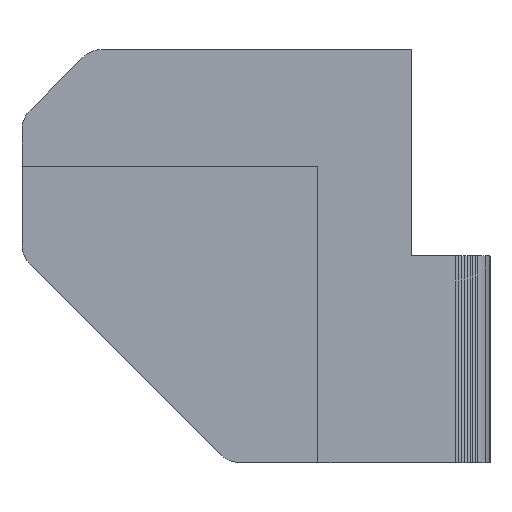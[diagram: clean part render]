
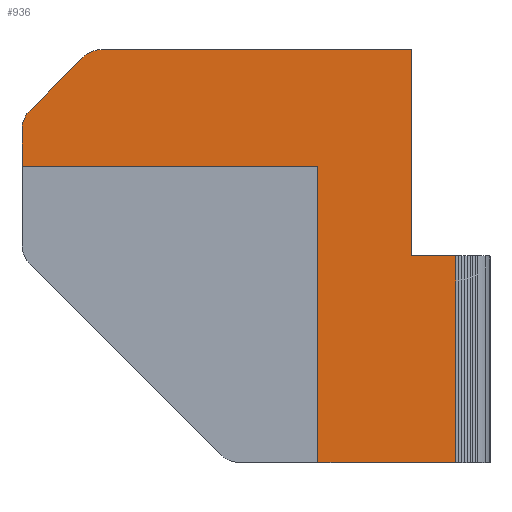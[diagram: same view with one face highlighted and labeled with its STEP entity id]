
A CAD part, top view. The second image highlights one B-rep face of the part: STEP entity #936.
In plain terms, the highlighted planar face has unit normal (0, 0, 1).
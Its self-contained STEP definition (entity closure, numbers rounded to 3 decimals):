
#309 = VERTEX_POINT('',#310);
#310 = CARTESIAN_POINT('',(164.5,135.,5.));
#316 = EDGE_CURVE('',#309,#317,#319,.T.);
#317 = VERTEX_POINT('',#318);
#318 = CARTESIAN_POINT('',(154.5,135.,5.));
#319 = LINE('',#320,#321);
#320 = CARTESIAN_POINT('',(164.5,135.,5.));
#321 = VECTOR('',#322,1.);
#322 = DIRECTION('',(-1.,0.,0.));
#936 = ADVANCED_FACE('',(#937),#1146,.T.);
#937 = FACE_BOUND('',#938,.T.);
#938 = EDGE_LOOP('',(#939,#949,#957,#965,#973,#981,#989,#997,#1005,#1013
    ,#1021,#1029,#1037,#1043,#1044,#1052,#1060,#1068,#1076,#1084,#1092,
    #1100,#1108,#1116,#1124,#1132,#1140));
#939 = ORIENTED_EDGE('',*,*,#940,.T.);
#940 = EDGE_CURVE('',#941,#943,#945,.T.);
#941 = VERTEX_POINT('',#942);
#942 = CARTESIAN_POINT('',(137.414,164.414,5.));
#943 = VERTEX_POINT('',#944);
#944 = CARTESIAN_POINT('',(133.586,160.586,5.));
#945 = LINE('',#946,#947);
#946 = CARTESIAN_POINT('',(137.414,164.414,5.));
#947 = VECTOR('',#948,1.);
#948 = DIRECTION('',(-0.707,-0.707,0.));
#949 = ORIENTED_EDGE('',*,*,#950,.T.);
#950 = EDGE_CURVE('',#943,#951,#953,.T.);
#951 = VERTEX_POINT('',#952);
#952 = CARTESIAN_POINT('',(133.468,160.457,5.));
#953 = LINE('',#954,#955);
#954 = CARTESIAN_POINT('',(133.586,160.586,5.));
#955 = VECTOR('',#956,1.);
#956 = DIRECTION('',(-0.676,-0.737,0.));
#957 = ORIENTED_EDGE('',*,*,#958,.T.);
#958 = EDGE_CURVE('',#951,#959,#961,.T.);
#959 = VERTEX_POINT('',#960);
#960 = CARTESIAN_POINT('',(133.362,160.319,5.));
#961 = LINE('',#962,#963);
#962 = CARTESIAN_POINT('',(133.468,160.457,5.));
#963 = VECTOR('',#964,1.);
#964 = DIRECTION('',(-0.609,-0.793,0.));
#965 = ORIENTED_EDGE('',*,*,#966,.T.);
#966 = EDGE_CURVE('',#959,#967,#969,.T.);
#967 = VERTEX_POINT('',#968);
#968 = CARTESIAN_POINT('',(133.268,160.172,5.));
#969 = LINE('',#970,#971);
#970 = CARTESIAN_POINT('',(133.362,160.319,5.));
#971 = VECTOR('',#972,1.);
#972 = DIRECTION('',(-0.537,-0.843,0.));
#973 = ORIENTED_EDGE('',*,*,#974,.T.);
#974 = EDGE_CURVE('',#967,#975,#977,.T.);
#975 = VERTEX_POINT('',#976);
#976 = CARTESIAN_POINT('',(133.187,160.017,5.));
#977 = LINE('',#978,#979);
#978 = CARTESIAN_POINT('',(133.268,160.172,5.));
#979 = VECTOR('',#980,1.);
#980 = DIRECTION('',(-0.462,-0.887,0.));
#981 = ORIENTED_EDGE('',*,*,#982,.T.);
#982 = EDGE_CURVE('',#975,#983,#985,.T.);
#983 = VERTEX_POINT('',#984);
#984 = CARTESIAN_POINT('',(133.121,159.856,5.));
#985 = LINE('',#986,#987);
#986 = CARTESIAN_POINT('',(133.187,160.017,5.));
#987 = VECTOR('',#988,1.);
#988 = DIRECTION('',(-0.383,-0.924,0.));
#989 = ORIENTED_EDGE('',*,*,#990,.T.);
#990 = EDGE_CURVE('',#983,#991,#993,.T.);
#991 = VERTEX_POINT('',#992);
#992 = CARTESIAN_POINT('',(133.068,159.689,5.));
#993 = LINE('',#994,#995);
#994 = CARTESIAN_POINT('',(133.121,159.856,5.));
#995 = VECTOR('',#996,1.);
#996 = DIRECTION('',(-0.301,-0.954,0.));
#997 = ORIENTED_EDGE('',*,*,#998,.T.);
#998 = EDGE_CURVE('',#991,#999,#1001,.T.);
#999 = VERTEX_POINT('',#1000);
#1000 = CARTESIAN_POINT('',(133.03,159.519,5.));
#1001 = LINE('',#1002,#1003);
#1002 = CARTESIAN_POINT('',(133.068,159.689,5.));
#1003 = VECTOR('',#1004,1.);
#1004 = DIRECTION('',(-0.216,-0.976,0.));
#1005 = ORIENTED_EDGE('',*,*,#1006,.T.);
#1006 = EDGE_CURVE('',#999,#1007,#1009,.T.);
#1007 = VERTEX_POINT('',#1008);
#1008 = CARTESIAN_POINT('',(133.008,159.346,5.));
#1009 = LINE('',#1010,#1011);
#1010 = CARTESIAN_POINT('',(133.03,159.519,5.));
#1011 = VECTOR('',#1012,1.);
#1012 = DIRECTION('',(-0.131,-0.991,0.));
#1013 = ORIENTED_EDGE('',*,*,#1014,.T.);
#1014 = EDGE_CURVE('',#1007,#1015,#1017,.T.);
#1015 = VERTEX_POINT('',#1016);
#1016 = CARTESIAN_POINT('',(133.,159.172,5.));
#1017 = LINE('',#1018,#1019);
#1018 = CARTESIAN_POINT('',(133.008,159.346,5.));
#1019 = VECTOR('',#1020,1.);
#1020 = DIRECTION('',(-0.044,-0.999,0.));
#1021 = ORIENTED_EDGE('',*,*,#1022,.F.);
#1022 = EDGE_CURVE('',#1023,#1015,#1025,.T.);
#1023 = VERTEX_POINT('',#1024);
#1024 = CARTESIAN_POINT('',(133.,156.5,5.));
#1025 = LINE('',#1026,#1027);
#1026 = CARTESIAN_POINT('',(133.,156.5,5.));
#1027 = VECTOR('',#1028,1.);
#1028 = DIRECTION('',(0.,1.,0.));
#1029 = ORIENTED_EDGE('',*,*,#1030,.T.);
#1030 = EDGE_CURVE('',#1023,#1031,#1033,.T.);
#1031 = VERTEX_POINT('',#1032);
#1032 = CARTESIAN_POINT('',(154.5,156.5,5.));
#1033 = LINE('',#1034,#1035);
#1034 = CARTESIAN_POINT('',(133.,156.5,5.));
#1035 = VECTOR('',#1036,1.);
#1036 = DIRECTION('',(1.,0.,0.));
#1037 = ORIENTED_EDGE('',*,*,#1038,.F.);
#1038 = EDGE_CURVE('',#317,#1031,#1039,.T.);
#1039 = LINE('',#1040,#1041);
#1040 = CARTESIAN_POINT('',(154.5,135.,5.));
#1041 = VECTOR('',#1042,1.);
#1042 = DIRECTION('',(0.,1.,0.));
#1043 = ORIENTED_EDGE('',*,*,#316,.F.);
#1044 = ORIENTED_EDGE('',*,*,#1045,.T.);
#1045 = EDGE_CURVE('',#309,#1046,#1048,.T.);
#1046 = VERTEX_POINT('',#1047);
#1047 = CARTESIAN_POINT('',(164.5,150.,5.));
#1048 = LINE('',#1049,#1050);
#1049 = CARTESIAN_POINT('',(164.5,135.,5.));
#1050 = VECTOR('',#1051,1.);
#1051 = DIRECTION('',(0.,1.,0.));
#1052 = ORIENTED_EDGE('',*,*,#1053,.T.);
#1053 = EDGE_CURVE('',#1046,#1054,#1056,.T.);
#1054 = VERTEX_POINT('',#1055);
#1055 = CARTESIAN_POINT('',(161.3,150.,5.));
#1056 = LINE('',#1057,#1058);
#1057 = CARTESIAN_POINT('',(164.5,150.,5.));
#1058 = VECTOR('',#1059,1.);
#1059 = DIRECTION('',(-1.,0.,0.));
#1060 = ORIENTED_EDGE('',*,*,#1061,.T.);
#1061 = EDGE_CURVE('',#1054,#1062,#1064,.T.);
#1062 = VERTEX_POINT('',#1063);
#1063 = CARTESIAN_POINT('',(161.3,165.,5.));
#1064 = LINE('',#1065,#1066);
#1065 = CARTESIAN_POINT('',(161.3,150.,5.));
#1066 = VECTOR('',#1067,1.);
#1067 = DIRECTION('',(0.,1.,0.));
#1068 = ORIENTED_EDGE('',*,*,#1069,.T.);
#1069 = EDGE_CURVE('',#1062,#1070,#1072,.T.);
#1070 = VERTEX_POINT('',#1071);
#1071 = CARTESIAN_POINT('',(138.828,165.,5.));
#1072 = LINE('',#1073,#1074);
#1073 = CARTESIAN_POINT('',(161.3,165.,5.));
#1074 = VECTOR('',#1075,1.);
#1075 = DIRECTION('',(-1.,0.,0.));
#1076 = ORIENTED_EDGE('',*,*,#1077,.T.);
#1077 = EDGE_CURVE('',#1070,#1078,#1080,.T.);
#1078 = VERTEX_POINT('',#1079);
#1079 = CARTESIAN_POINT('',(138.654,164.992,5.));
#1080 = LINE('',#1081,#1082);
#1081 = CARTESIAN_POINT('',(138.828,165.,5.));
#1082 = VECTOR('',#1083,1.);
#1083 = DIRECTION('',(-0.999,-0.044,0.));
#1084 = ORIENTED_EDGE('',*,*,#1085,.T.);
#1085 = EDGE_CURVE('',#1078,#1086,#1088,.T.);
#1086 = VERTEX_POINT('',#1087);
#1087 = CARTESIAN_POINT('',(138.481,164.97,5.));
#1088 = LINE('',#1089,#1090);
#1089 = CARTESIAN_POINT('',(138.654,164.992,5.));
#1090 = VECTOR('',#1091,1.);
#1091 = DIRECTION('',(-0.991,-0.13,0.));
#1092 = ORIENTED_EDGE('',*,*,#1093,.T.);
#1093 = EDGE_CURVE('',#1086,#1094,#1096,.T.);
#1094 = VERTEX_POINT('',#1095);
#1095 = CARTESIAN_POINT('',(138.311,164.932,5.));
#1096 = LINE('',#1097,#1098);
#1097 = CARTESIAN_POINT('',(138.481,164.97,5.));
#1098 = VECTOR('',#1099,1.);
#1099 = DIRECTION('',(-0.976,-0.216,0.));
#1100 = ORIENTED_EDGE('',*,*,#1101,.T.);
#1101 = EDGE_CURVE('',#1094,#1102,#1104,.T.);
#1102 = VERTEX_POINT('',#1103);
#1103 = CARTESIAN_POINT('',(138.144,164.879,5.));
#1104 = LINE('',#1105,#1106);
#1105 = CARTESIAN_POINT('',(138.311,164.932,5.));
#1106 = VECTOR('',#1107,1.);
#1107 = DIRECTION('',(-0.954,-0.301,0.));
#1108 = ORIENTED_EDGE('',*,*,#1109,.T.);
#1109 = EDGE_CURVE('',#1102,#1110,#1112,.T.);
#1110 = VERTEX_POINT('',#1111);
#1111 = CARTESIAN_POINT('',(137.983,164.813,5.));
#1112 = LINE('',#1113,#1114);
#1113 = CARTESIAN_POINT('',(138.144,164.879,5.));
#1114 = VECTOR('',#1115,1.);
#1115 = DIRECTION('',(-0.924,-0.383,0.));
#1116 = ORIENTED_EDGE('',*,*,#1117,.T.);
#1117 = EDGE_CURVE('',#1110,#1118,#1120,.T.);
#1118 = VERTEX_POINT('',#1119);
#1119 = CARTESIAN_POINT('',(137.828,164.732,5.));
#1120 = LINE('',#1121,#1122);
#1121 = CARTESIAN_POINT('',(137.983,164.813,5.));
#1122 = VECTOR('',#1123,1.);
#1123 = DIRECTION('',(-0.887,-0.462,0.));
#1124 = ORIENTED_EDGE('',*,*,#1125,.T.);
#1125 = EDGE_CURVE('',#1118,#1126,#1128,.T.);
#1126 = VERTEX_POINT('',#1127);
#1127 = CARTESIAN_POINT('',(137.681,164.638,5.));
#1128 = LINE('',#1129,#1130);
#1129 = CARTESIAN_POINT('',(137.828,164.732,5.));
#1130 = VECTOR('',#1131,1.);
#1131 = DIRECTION('',(-0.843,-0.537,0.));
#1132 = ORIENTED_EDGE('',*,*,#1133,.T.);
#1133 = EDGE_CURVE('',#1126,#1134,#1136,.T.);
#1134 = VERTEX_POINT('',#1135);
#1135 = CARTESIAN_POINT('',(137.543,164.532,5.));
#1136 = LINE('',#1137,#1138);
#1137 = CARTESIAN_POINT('',(137.681,164.638,5.));
#1138 = VECTOR('',#1139,1.);
#1139 = DIRECTION('',(-0.793,-0.609,0.));
#1140 = ORIENTED_EDGE('',*,*,#1141,.T.);
#1141 = EDGE_CURVE('',#1134,#941,#1142,.T.);
#1142 = LINE('',#1143,#1144);
#1143 = CARTESIAN_POINT('',(137.543,164.532,5.));
#1144 = VECTOR('',#1145,1.);
#1145 = DIRECTION('',(-0.737,-0.676,0.));
#1146 = PLANE('',#1147);
#1147 = AXIS2_PLACEMENT_3D('',#1148,#1149,#1150);
#1148 = CARTESIAN_POINT('',(152.653,153.027,5.));
#1149 = DIRECTION('',(0.,0.,1.));
#1150 = DIRECTION('',(0.,1.,0.));
